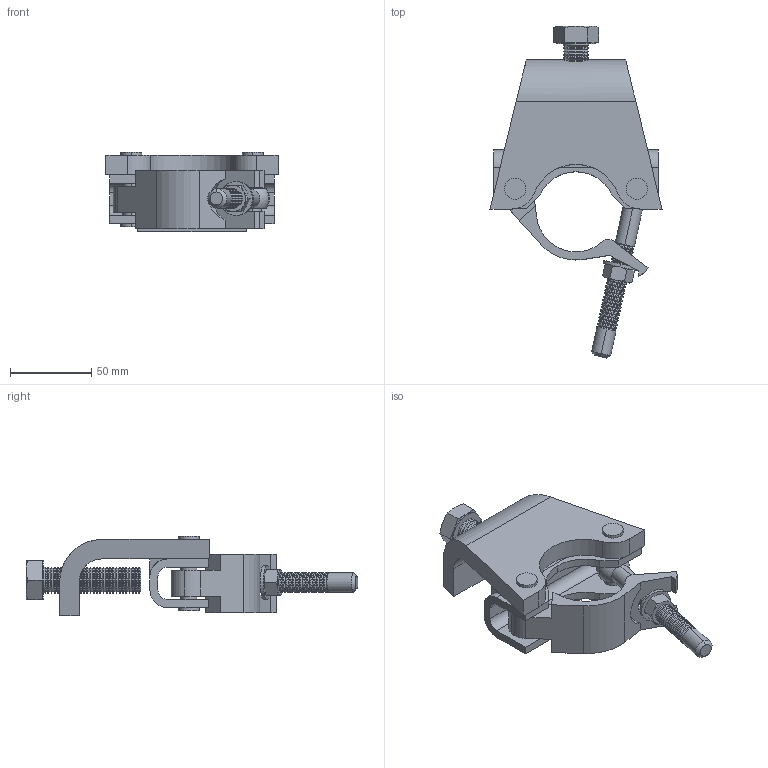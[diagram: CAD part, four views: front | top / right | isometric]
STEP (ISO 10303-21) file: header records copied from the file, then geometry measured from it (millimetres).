
FILE_DESCRIPTION (( 'STEP AP203' ), '1' );
FILE_NAME ('t29497.STEP', '2018-07-19T10:36:44', ( '' ), ( '' ), 'SwSTEP 2.0', 'SolidWorks 2016', '' );
FILE_SCHEMA (( 'CONFIG_CONTROL_DESIGN' ));
Length unit declared in the file: millimetre
Products named in the file (10): t29497-1; t29497-3; t29497; t29497-4; T29497-Weld Bead; T78000_0.5" UNC 3.5" Lg; A Washer_Bright washer BS 4320 - M10 (Form A); Hex Nut Style 1 GradeAB_Doughty Fastners_Hexagon Nut ISO - 4032 - M10 - D - S; t29497-2; Hex Screw GradeC_Doughty Fastners_ISO 4018 - M16 x 60-WS
Assembly tree (10 placements, depth 2):
  t29497
    t29497-1
    t29497-2
    T78000_0.5" UNC 3.5" Lg
    t29497-3  x2
    t29497-4
    T29497-Weld Bead
    Hex Screw GradeC_Doughty Fastners_ISO 4018 - M16 x 60-WS
    Hex Nut Style 1 GradeAB_Doughty Fastners_Hexagon Nut ISO - 4032 - M10 - D - S
    A Washer_Bright washer BS 4320 - M10 (Form A)
Bounding box: 106 x 204.39 x 49 mm (x, y, z)
Volume: 191559 mm3; surface area: 69176.8 mm2
Topology: 10 solids, 10 shells, 637 faces, 1463 edges, 848 vertices
Faces by surface type: cone 266, cylinder 184, torus 100, plane 84, sphere 3
Entity records: 19007 total; most frequent: DIRECTION 3494, CARTESIAN_POINT 3245, ORIENTED_EDGE 2884, AXIS2_PLACEMENT_3D 1461, EDGE_CURVE 1442, VERTEX_POINT 834, CIRCLE 821, EDGE_LOOP 650
